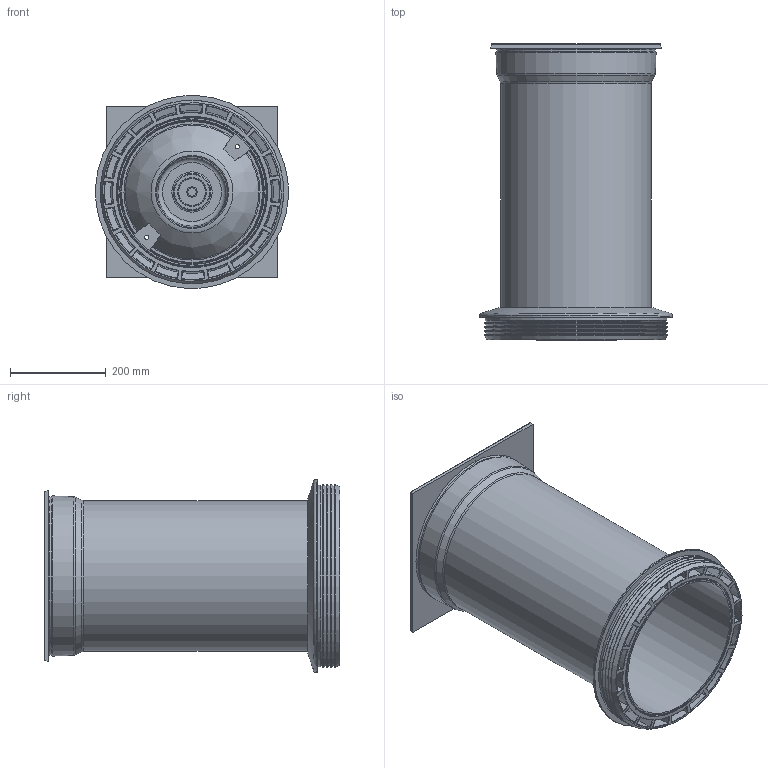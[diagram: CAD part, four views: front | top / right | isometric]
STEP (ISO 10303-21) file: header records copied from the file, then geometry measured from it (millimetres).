
FILE_DESCRIPTION(/* description */ (''),/* implementation_level */ '2;1');
FILE_NAME(/* name */ '661205z.stp',/* time_stamp */ '2025-03-24T10:25:11+01:00',/* author */ ('corinna'),/* organization */ (''),/* preprocessor_version */ 'ST-DEVELOPER v20',/* originating_system */ 'Autodesk Inventor 2024',/* authorisation */ '');
FILE_SCHEMA (('AUTOMOTIVE_DESIGN { 1 0 10303 214 3 1 1 }'));
Length unit declared in the file: millimetre
Products named in the file (5): 661205z; 660205_Dichtungz; 990010_1z; 990010_2z; 660205_geändertz
Assembly tree (4 placements, depth 2):
  661205z
    660205_Dichtungz
    990010_1z
    990010_2z
    660205_geändertz
Bounding box: 402.32 x 617 x 402.32 mm (x, y, z)
Volume: 8128531.1 mm3; surface area: 2042241 mm2
Topology: 4 solids, 4 shells, 1524 faces, 3587 edges, 2128 vertices
Faces by surface type: bspline 588, cylinder 249, torus 245, plane 201, cone 157, sphere 84
Full cylindrical faces by diameter (mm): 8.376 x2, 11 x2, 18 x2, 302.6 x1, 315 x2, 330 x1, 380 x1, 403 x1
Entity records: 64840 total; most frequent: CARTESIAN_POINT 32803, ORIENTED_EDGE 7146, DIRECTION 5877, EDGE_CURVE 3573, AXIS2_PLACEMENT_3D 2556, VERTEX_POINT 2128, EDGE_LOOP 1609, CIRCLE 1566
